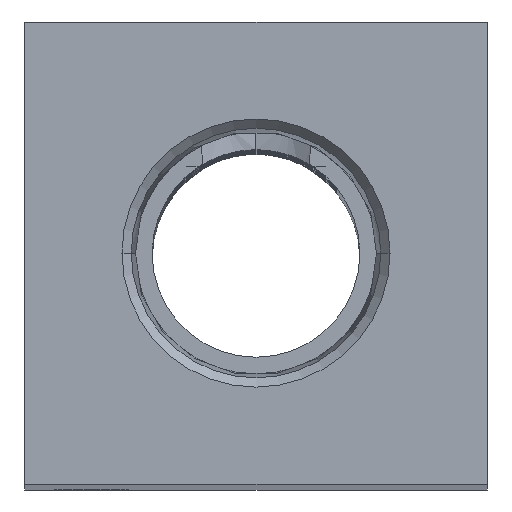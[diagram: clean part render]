
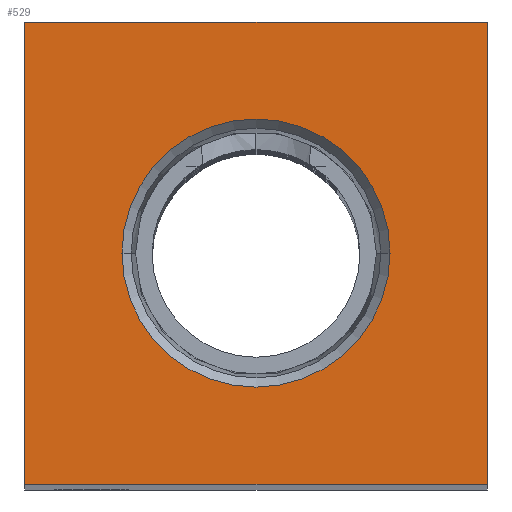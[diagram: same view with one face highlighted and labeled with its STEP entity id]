
A CAD part, top view. The second image highlights one B-rep face of the part: STEP entity #529.
In plain terms, the highlighted planar face has unit normal (0, 0, 1).
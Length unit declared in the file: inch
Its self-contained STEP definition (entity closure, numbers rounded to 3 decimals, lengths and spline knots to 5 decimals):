
#8 = DIRECTION ( 'NONE',  ( 0., 0., 1. ) ) ;
#20 = CARTESIAN_POINT ( 'NONE',  ( 0., 0., 4.5625 ) ) ;
#46 = EDGE_LOOP ( 'NONE', ( #827, #2124 ) ) ;
#108 = EDGE_CURVE ( 'NONE', #2903, #1869, #3175, .T. ) ;
#186 = CARTESIAN_POINT ( 'NONE',  ( -0.625, 0.625, 4.5625 ) ) ;
#287 = DIRECTION ( 'NONE',  ( 0., 0., 1. ) ) ;
#292 = PLANE ( 'NONE',  #1600 ) ;
#311 = DIRECTION ( 'NONE',  ( 1., 0., 0. ) ) ;
#314 = VECTOR ( 'NONE', #951, 39.37008 ) ;
#320 = DIRECTION ( 'NONE',  ( 0., 0., 1. ) ) ;
#322 = CARTESIAN_POINT ( 'NONE',  ( -0.625, -0.625, 4.5625 ) ) ;
#326 = CARTESIAN_POINT ( 'NONE',  ( 0., 0., 4.5625 ) ) ;
#476 = EDGE_CURVE ( 'NONE', #4578, #4039, #1041, .T. ) ;
#529 = ADVANCED_FACE ( 'NONE', ( #4624, #3998 ), #292, .T. ) ;
#582 = VECTOR ( 'NONE', #2485, 39.37008 ) ;
#826 = CARTESIAN_POINT ( 'NONE',  ( 0.625, -0.625, 4.5625 ) ) ;
#827 = ORIENTED_EDGE ( 'NONE', *, *, #4466, .F. ) ;
#951 = DIRECTION ( 'NONE',  ( -1., 0., 0. ) ) ;
#1032 = CARTESIAN_POINT ( 'NONE',  ( 0.3626, 0., 4.5625 ) ) ;
#1041 = CIRCLE ( 'NONE', #4076, 0.3626 ) ;
#1241 = CARTESIAN_POINT ( 'NONE',  ( 0.625, 0.625, 4.5625 ) ) ;
#1247 = DIRECTION ( 'NONE',  ( 0., -1., 0. ) ) ;
#1264 = CARTESIAN_POINT ( 'NONE',  ( -0.625, -0.625, 4.5625 ) ) ;
#1272 = EDGE_LOOP ( 'NONE', ( #3738, #3304, #2169, #3948 ) ) ;
#1310 = LINE ( 'NONE', #1241, #314 ) ;
#1465 = EDGE_CURVE ( 'NONE', #2111, #1621, #3408, .T. ) ;
#1538 = CARTESIAN_POINT ( 'NONE',  ( 0.625, -0.625, 4.5625 ) ) ;
#1600 = AXIS2_PLACEMENT_3D ( 'NONE', #20, #8, #4567 ) ;
#1621 = VERTEX_POINT ( 'NONE', #322 ) ;
#1809 = AXIS2_PLACEMENT_3D ( 'NONE', #2534, #287, #2892 ) ;
#1869 = VERTEX_POINT ( 'NONE', #3705 ) ;
#1896 = CARTESIAN_POINT ( 'NONE',  ( -0.3626, 0., 4.5625 ) ) ;
#2111 = VERTEX_POINT ( 'NONE', #186 ) ;
#2124 = ORIENTED_EDGE ( 'NONE', *, *, #476, .F. ) ;
#2169 = ORIENTED_EDGE ( 'NONE', *, *, #108, .T. ) ;
#2174 = EDGE_CURVE ( 'NONE', #1869, #2111, #1310, .T. ) ;
#2373 = LINE ( 'NONE', #1538, #4113 ) ;
#2461 = CARTESIAN_POINT ( 'NONE',  ( 0.625, -0.625, 4.5625 ) ) ;
#2485 = DIRECTION ( 'NONE',  ( 0., 1., 0. ) ) ;
#2534 = CARTESIAN_POINT ( 'NONE',  ( 0., 0., 4.5625 ) ) ;
#2892 = DIRECTION ( 'NONE',  ( 1., 0., 0. ) ) ;
#2903 = VERTEX_POINT ( 'NONE', #826 ) ;
#3175 = LINE ( 'NONE', #2461, #582 ) ;
#3304 = ORIENTED_EDGE ( 'NONE', *, *, #3675, .T. ) ;
#3408 = LINE ( 'NONE', #1264, #4433 ) ;
#3675 = EDGE_CURVE ( 'NONE', #1621, #2903, #2373, .T. ) ;
#3705 = CARTESIAN_POINT ( 'NONE',  ( 0.625, 0.625, 4.5625 ) ) ;
#3738 = ORIENTED_EDGE ( 'NONE', *, *, #1465, .T. ) ;
#3792 = CIRCLE ( 'NONE', #1809, 0.3626 ) ;
#3948 = ORIENTED_EDGE ( 'NONE', *, *, #2174, .T. ) ;
#3998 = FACE_OUTER_BOUND ( 'NONE', #1272, .T. ) ;
#4039 = VERTEX_POINT ( 'NONE', #1032 ) ;
#4076 = AXIS2_PLACEMENT_3D ( 'NONE', #326, #320, #311 ) ;
#4113 = VECTOR ( 'NONE', #4374, 39.37008 ) ;
#4374 = DIRECTION ( 'NONE',  ( 1., 0., 0. ) ) ;
#4433 = VECTOR ( 'NONE', #1247, 39.37008 ) ;
#4466 = EDGE_CURVE ( 'NONE', #4039, #4578, #3792, .T. ) ;
#4567 = DIRECTION ( 'NONE',  ( 1., 0., 0. ) ) ;
#4578 = VERTEX_POINT ( 'NONE', #1896 ) ;
#4624 = FACE_BOUND ( 'NONE', #46, .T. ) ;
